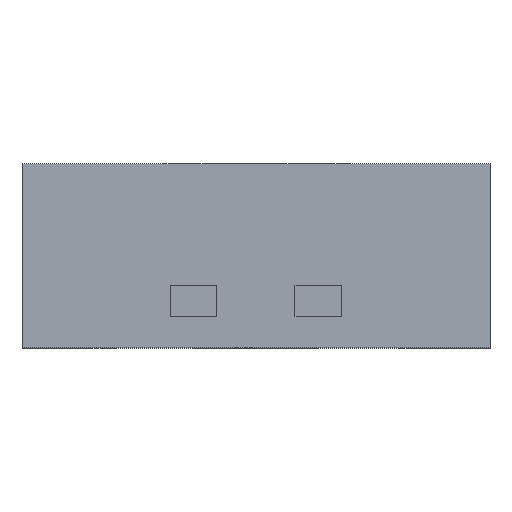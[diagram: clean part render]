
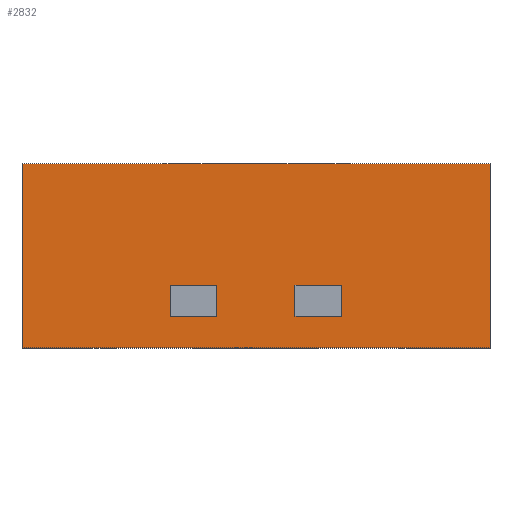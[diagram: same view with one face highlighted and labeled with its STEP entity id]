
A CAD part, top view. The second image highlights one B-rep face of the part: STEP entity #2832.
In plain terms, the highlighted planar face has unit normal (0, 0, 1).
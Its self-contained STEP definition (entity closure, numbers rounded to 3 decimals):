
#23 = DIRECTION ( 'NONE',  ( 0., -1., 0. ) ) ;
#46 = CARTESIAN_POINT ( 'NONE',  ( -0.275, 0.1, 0.75 ) ) ;
#63 = DIRECTION ( 'NONE',  ( -1., 0., 0. ) ) ;
#103 = CARTESIAN_POINT ( 'NONE',  ( 0.125, 0.2, 0.75 ) ) ;
#141 = LINE ( 'NONE', #3055, #185 ) ;
#170 = VECTOR ( 'NONE', #2138, 1000. ) ;
#172 = CARTESIAN_POINT ( 'NONE',  ( 0.125, 0.2, 0.75 ) ) ;
#185 = VECTOR ( 'NONE', #343, 1000. ) ;
#195 = LINE ( 'NONE', #1801, #3038 ) ;
#204 = LINE ( 'NONE', #3485, #3393 ) ;
#210 = DIRECTION ( 'NONE',  ( 0., -1., 0. ) ) ;
#273 = VERTEX_POINT ( 'NONE', #3267 ) ;
#343 = DIRECTION ( 'NONE',  ( 0., -1., 0. ) ) ;
#393 = ORIENTED_EDGE ( 'NONE', *, *, #1898, .F. ) ;
#417 = EDGE_CURVE ( 'NONE', #971, #1934, #3079, .T. ) ;
#433 = CARTESIAN_POINT ( 'NONE',  ( 0.125, 0.1, 0.75 ) ) ;
#474 = CARTESIAN_POINT ( 'NONE',  ( 0.75, 0., 0.75 ) ) ;
#490 = CARTESIAN_POINT ( 'NONE',  ( -0.125, 0.2, 0.75 ) ) ;
#530 = CARTESIAN_POINT ( 'NONE',  ( 0.275, 0.2, 0.75 ) ) ;
#579 = ORIENTED_EDGE ( 'NONE', *, *, #1665, .F. ) ;
#582 = CARTESIAN_POINT ( 'NONE',  ( -0.75, 0., 0.75 ) ) ;
#593 = FACE_BOUND ( 'NONE', #2781, .T. ) ;
#608 = EDGE_CURVE ( 'NONE', #273, #971, #2769, .T. ) ;
#620 = VERTEX_POINT ( 'NONE', #1008 ) ;
#633 = CARTESIAN_POINT ( 'NONE',  ( -0.125, 0.2, 0.75 ) ) ;
#711 = ORIENTED_EDGE ( 'NONE', *, *, #417, .F. ) ;
#824 = LINE ( 'NONE', #1970, #1258 ) ;
#857 = ORIENTED_EDGE ( 'NONE', *, *, #3080, .T. ) ;
#899 = VERTEX_POINT ( 'NONE', #582 ) ;
#900 = PLANE ( 'NONE',  #3384 ) ;
#916 = EDGE_CURVE ( 'NONE', #620, #899, #141, .T. ) ;
#971 = VERTEX_POINT ( 'NONE', #1184 ) ;
#1008 = CARTESIAN_POINT ( 'NONE',  ( -0.75, 0.59, 0.75 ) ) ;
#1016 = CARTESIAN_POINT ( 'NONE',  ( -0.275, 0.2, 0.75 ) ) ;
#1026 = DIRECTION ( 'NONE',  ( -1., 0., 0. ) ) ;
#1030 = VECTOR ( 'NONE', #2930, 1000. ) ;
#1165 = ORIENTED_EDGE ( 'NONE', *, *, #916, .T. ) ;
#1184 = CARTESIAN_POINT ( 'NONE',  ( -0.275, 0.1, 0.75 ) ) ;
#1205 = VECTOR ( 'NONE', #1252, 1000. ) ;
#1252 = DIRECTION ( 'NONE',  ( 0., -1., 0. ) ) ;
#1258 = VECTOR ( 'NONE', #23, 1000. ) ;
#1484 = VECTOR ( 'NONE', #2807, 1000. ) ;
#1511 = EDGE_CURVE ( 'NONE', #2333, #273, #2134, .T. ) ;
#1529 = LINE ( 'NONE', #490, #1030 ) ;
#1588 = DIRECTION ( 'NONE',  ( 0., 1., 0. ) ) ;
#1594 = ORIENTED_EDGE ( 'NONE', *, *, #3006, .F. ) ;
#1629 = LINE ( 'NONE', #3259, #170 ) ;
#1665 = EDGE_CURVE ( 'NONE', #620, #2228, #1629, .T. ) ;
#1801 = CARTESIAN_POINT ( 'NONE',  ( -0.75, 0., 0.75 ) ) ;
#1838 = DIRECTION ( 'NONE',  ( 1., 0., 0. ) ) ;
#1839 = VECTOR ( 'NONE', #2055, 1000. ) ;
#1856 = VECTOR ( 'NONE', #210, 1000. ) ;
#1898 = EDGE_CURVE ( 'NONE', #2228, #2141, #824, .T. ) ;
#1934 = VERTEX_POINT ( 'NONE', #2513 ) ;
#1943 = DIRECTION ( 'NONE',  ( 1., 0., 0. ) ) ;
#1970 = CARTESIAN_POINT ( 'NONE',  ( 0.75, 0.59, 0.75 ) ) ;
#1994 = VERTEX_POINT ( 'NONE', #433 ) ;
#2031 = VERTEX_POINT ( 'NONE', #172 ) ;
#2051 = EDGE_LOOP ( 'NONE', ( #857, #393, #579, #1165 ) ) ;
#2055 = DIRECTION ( 'NONE',  ( -1., 0., 0. ) ) ;
#2121 = FACE_BOUND ( 'NONE', #2954, .T. ) ;
#2134 = LINE ( 'NONE', #1016, #1839 ) ;
#2138 = DIRECTION ( 'NONE',  ( 1., 0., 0. ) ) ;
#2141 = VERTEX_POINT ( 'NONE', #474 ) ;
#2178 = ORIENTED_EDGE ( 'NONE', *, *, #2588, .F. ) ;
#2228 = VERTEX_POINT ( 'NONE', #3564 ) ;
#2333 = VERTEX_POINT ( 'NONE', #633 ) ;
#2339 = LINE ( 'NONE', #103, #1205 ) ;
#2387 = VECTOR ( 'NONE', #1943, 1000. ) ;
#2513 = CARTESIAN_POINT ( 'NONE',  ( -0.125, 0.1, 0.75 ) ) ;
#2521 = VERTEX_POINT ( 'NONE', #2889 ) ;
#2588 = EDGE_CURVE ( 'NONE', #2031, #1994, #2339, .T. ) ;
#2590 = EDGE_CURVE ( 'NONE', #2521, #2031, #204, .T. ) ;
#2699 = ORIENTED_EDGE ( 'NONE', *, *, #2796, .F. ) ;
#2722 = EDGE_CURVE ( 'NONE', #2745, #2521, #3042, .T. ) ;
#2745 = VERTEX_POINT ( 'NONE', #3028 ) ;
#2769 = LINE ( 'NONE', #2947, #1856 ) ;
#2781 = EDGE_LOOP ( 'NONE', ( #2178, #3256, #3280, #2699 ) ) ;
#2796 = EDGE_CURVE ( 'NONE', #1994, #2745, #3517, .T. ) ;
#2807 = DIRECTION ( 'NONE',  ( 1., 0., 0. ) ) ;
#2813 = CARTESIAN_POINT ( 'NONE',  ( -0.75, 0.59, 0.75 ) ) ;
#2832 = ADVANCED_FACE ( 'NONE', ( #2121, #593, #2998 ), #900, .F. ) ;
#2889 = CARTESIAN_POINT ( 'NONE',  ( 0.275, 0.2, 0.75 ) ) ;
#2930 = DIRECTION ( 'NONE',  ( 0., 1., 0. ) ) ;
#2947 = CARTESIAN_POINT ( 'NONE',  ( -0.275, 0.2, 0.75 ) ) ;
#2954 = EDGE_LOOP ( 'NONE', ( #711, #3222, #2965, #1594 ) ) ;
#2965 = ORIENTED_EDGE ( 'NONE', *, *, #1511, .F. ) ;
#2998 = FACE_OUTER_BOUND ( 'NONE', #2051, .T. ) ;
#3006 = EDGE_CURVE ( 'NONE', #1934, #2333, #1529, .T. ) ;
#3028 = CARTESIAN_POINT ( 'NONE',  ( 0.275, 0.1, 0.75 ) ) ;
#3038 = VECTOR ( 'NONE', #1838, 1000. ) ;
#3042 = LINE ( 'NONE', #530, #3561 ) ;
#3055 = CARTESIAN_POINT ( 'NONE',  ( -0.75, 0.59, 0.75 ) ) ;
#3079 = LINE ( 'NONE', #46, #1484 ) ;
#3080 = EDGE_CURVE ( 'NONE', #899, #2141, #195, .T. ) ;
#3094 = DIRECTION ( 'NONE',  ( 0., 0., -1. ) ) ;
#3222 = ORIENTED_EDGE ( 'NONE', *, *, #608, .F. ) ;
#3256 = ORIENTED_EDGE ( 'NONE', *, *, #2590, .F. ) ;
#3259 = CARTESIAN_POINT ( 'NONE',  ( -0.75, 0.59, 0.75 ) ) ;
#3267 = CARTESIAN_POINT ( 'NONE',  ( -0.275, 0.2, 0.75 ) ) ;
#3280 = ORIENTED_EDGE ( 'NONE', *, *, #2722, .F. ) ;
#3384 = AXIS2_PLACEMENT_3D ( 'NONE', #2813, #3094, #63 ) ;
#3393 = VECTOR ( 'NONE', #1026, 1000. ) ;
#3485 = CARTESIAN_POINT ( 'NONE',  ( 0.275, 0.2, 0.75 ) ) ;
#3517 = LINE ( 'NONE', #3559, #2387 ) ;
#3559 = CARTESIAN_POINT ( 'NONE',  ( 0.275, 0.1, 0.75 ) ) ;
#3561 = VECTOR ( 'NONE', #1588, 1000. ) ;
#3564 = CARTESIAN_POINT ( 'NONE',  ( 0.75, 0.59, 0.75 ) ) ;
